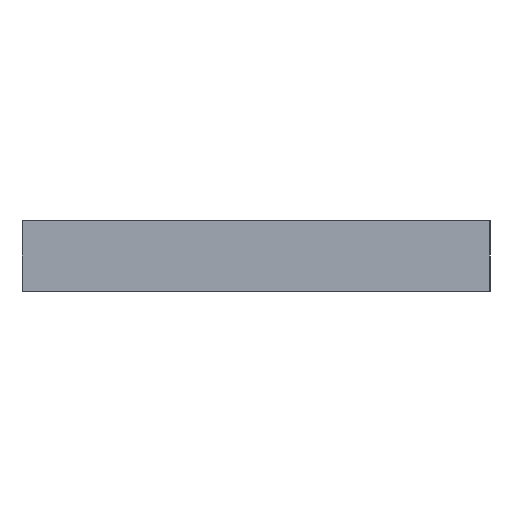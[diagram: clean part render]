
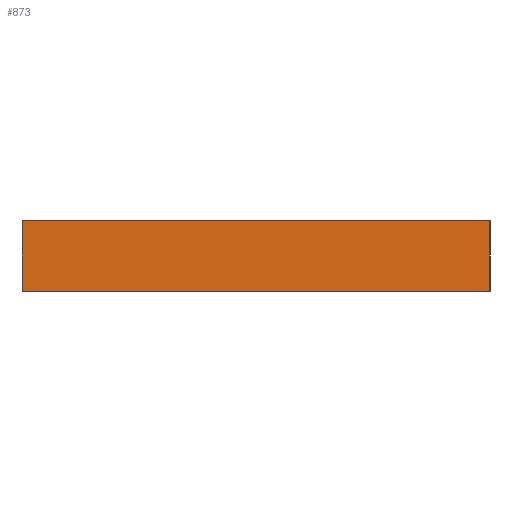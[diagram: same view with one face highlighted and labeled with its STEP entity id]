
A CAD part, left-side view. The second image highlights one B-rep face of the part: STEP entity #873.
In plain terms, the highlighted planar face has unit normal (-1, 0, 0).
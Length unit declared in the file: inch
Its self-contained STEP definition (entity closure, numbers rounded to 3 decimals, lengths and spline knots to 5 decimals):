
#69=LINE('',#1504,#129);
#70=LINE('',#1507,#130);
#71=LINE('',#1509,#131);
#72=LINE('',#1510,#132);
#129=VECTOR('',#1251,0.75);
#130=VECTOR('',#1254,5.);
#131=VECTOR('',#1255,5.);
#132=VECTOR('',#1256,0.75);
#155=PLANE('',#983);
#231=FACE_OUTER_BOUND('',#292,.T.);
#292=EDGE_LOOP('',(#742,#743,#744,#745));
#445=VERTEX_POINT('',#1500);
#446=VERTEX_POINT('',#1502);
#447=VERTEX_POINT('',#1506);
#448=VERTEX_POINT('',#1508);
#559=EDGE_CURVE('',#445,#446,#69,.T.);
#560=EDGE_CURVE('',#445,#447,#70,.T.);
#561=EDGE_CURVE('',#448,#446,#71,.T.);
#562=EDGE_CURVE('',#447,#448,#72,.T.);
#742=ORIENTED_EDGE('',*,*,#560,.F.);
#743=ORIENTED_EDGE('',*,*,#559,.T.);
#744=ORIENTED_EDGE('',*,*,#561,.F.);
#745=ORIENTED_EDGE('',*,*,#562,.F.);
#873=ADVANCED_FACE('',(#231),#155,.T.);
#983=AXIS2_PLACEMENT_3D('',#1505,#1252,#1253);
#1251=DIRECTION('',(0.,0.,1.));
#1252=DIRECTION('center_axis',(-1.,0.,0.));
#1253=DIRECTION('ref_axis',(0.,-1.,0.));
#1254=DIRECTION('',(0.,1.,0.));
#1255=DIRECTION('',(0.,-1.,0.));
#1256=DIRECTION('',(0.,0.,1.));
#1500=CARTESIAN_POINT('',(-5.,-3.,0.));
#1502=CARTESIAN_POINT('',(-5.,-3.,0.75));
#1504=CARTESIAN_POINT('',(-5.,-3.,0.));
#1505=CARTESIAN_POINT('Origin',(-5.,2.,0.));
#1506=CARTESIAN_POINT('',(-5.,2.,0.));
#1507=CARTESIAN_POINT('',(-5.,-3.,0.));
#1508=CARTESIAN_POINT('',(-5.,2.,0.75));
#1509=CARTESIAN_POINT('',(-5.,-3.,0.75));
#1510=CARTESIAN_POINT('',(-5.,2.,0.));
